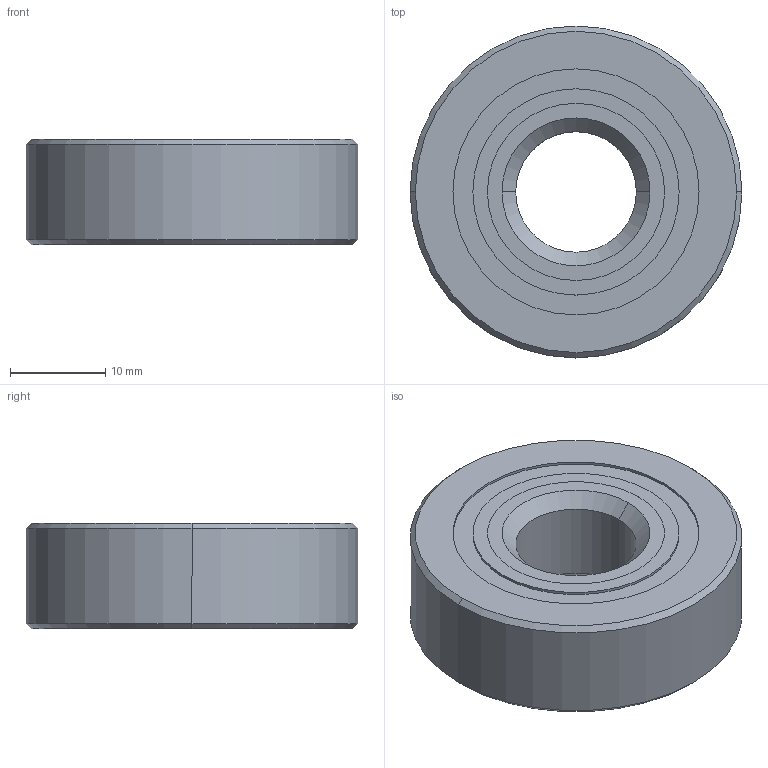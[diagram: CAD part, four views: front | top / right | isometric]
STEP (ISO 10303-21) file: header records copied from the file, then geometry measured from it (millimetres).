
FILE_DESCRIPTION (( 'STEP AP214' ), '1' );
FILE_NAME ('am-4466 1-2 in ID 1 3-8 in OD Sealed Bearing 1621ZZ.STEP', '2021-04-28T14:55:03', ( '' ), ( '' ), 'SwSTEP 2.0', 'SolidWorks 2019', '' );
FILE_SCHEMA (( 'AUTOMOTIVE_DESIGN' ));
Length unit declared in the file: inch
Products named in the file (1): am-4466 1-2 in ID 1 3-8 in OD Sealed Bearing 1621ZZ
Bounding box: 34.92 x 34.92 x 11.11 mm (x, y, z)
Volume: 8124.5 mm3; surface area: 7828.5 mm2
Topology: 15 solids, 15 shells, 73 faces, 176 edges, 114 vertices
Faces by surface type: cylinder 24, sphere 20, cone 12, plane 11, torus 6
Entity records: 2238 total; most frequent: DIRECTION 364, CARTESIAN_POINT 284, ORIENTED_EDGE 252, AXIS2_PLACEMENT_3D 164, EDGE_CURVE 126, CIRCLE 90, VERTEX_POINT 84, EDGE_LOOP 84
